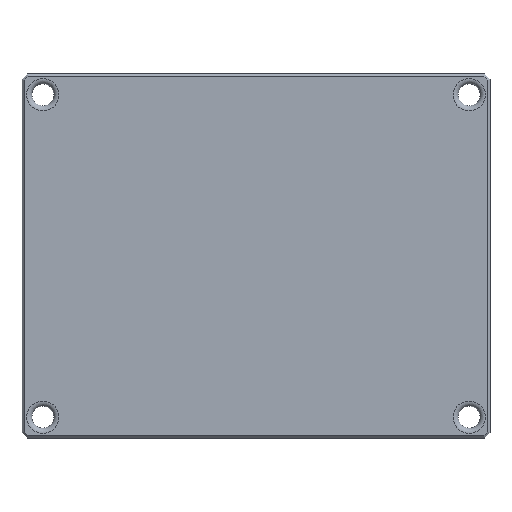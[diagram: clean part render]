
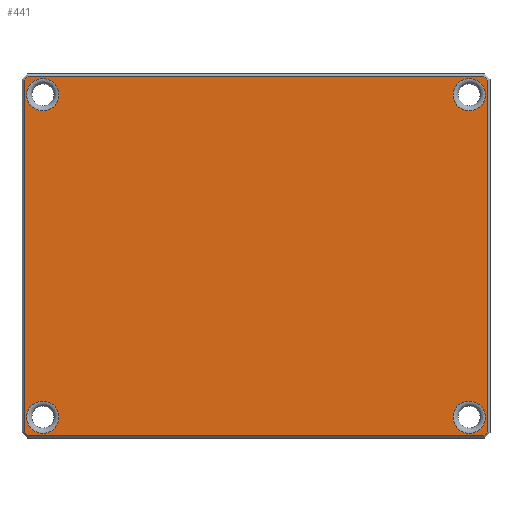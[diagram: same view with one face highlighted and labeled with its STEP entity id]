
A CAD part, top view. The second image highlights one B-rep face of the part: STEP entity #441.
In plain terms, the highlighted planar face has unit normal (0, 0, 1).
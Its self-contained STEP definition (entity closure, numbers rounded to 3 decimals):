
#23=FACE_BOUND('',#86,.T.);
#24=FACE_BOUND('',#87,.T.);
#25=FACE_BOUND('',#88,.T.);
#26=FACE_BOUND('',#89,.T.);
#31=CIRCLE('',#482,3.1);
#32=CIRCLE('',#483,3.1);
#33=CIRCLE('',#484,3.1);
#34=CIRCLE('',#485,3.1);
#59=FACE_OUTER_BOUND('',#85,.T.);
#85=EDGE_LOOP('',(#339,#340,#341,#342,#343,#344,#345,#346));
#86=EDGE_LOOP('',(#347));
#87=EDGE_LOOP('',(#348));
#88=EDGE_LOOP('',(#349));
#89=EDGE_LOOP('',(#350));
#107=LINE('',#645,#151);
#111=LINE('',#653,#155);
#114=LINE('',#659,#158);
#117=LINE('',#665,#161);
#120=LINE('',#671,#164);
#124=LINE('',#679,#168);
#127=LINE('',#685,#171);
#130=LINE('',#689,#174);
#151=VECTOR('',#515,10.);
#155=VECTOR('',#521,10.);
#158=VECTOR('',#526,10.);
#161=VECTOR('',#531,10.);
#164=VECTOR('',#536,10.);
#168=VECTOR('',#542,10.);
#171=VECTOR('',#547,10.);
#174=VECTOR('',#552,10.);
#195=VERTEX_POINT('',#643);
#196=VERTEX_POINT('',#644);
#199=VERTEX_POINT('',#652);
#201=VERTEX_POINT('',#658);
#203=VERTEX_POINT('',#664);
#205=VERTEX_POINT('',#670);
#208=VERTEX_POINT('',#678);
#210=VERTEX_POINT('',#684);
#216=VERTEX_POINT('',#709);
#217=VERTEX_POINT('',#711);
#218=VERTEX_POINT('',#713);
#219=VERTEX_POINT('',#715);
#231=EDGE_CURVE('',#195,#196,#107,.T.);
#235=EDGE_CURVE('',#196,#199,#111,.T.);
#238=EDGE_CURVE('',#199,#201,#114,.T.);
#241=EDGE_CURVE('',#201,#203,#117,.T.);
#244=EDGE_CURVE('',#203,#205,#120,.T.);
#248=EDGE_CURVE('',#205,#208,#124,.T.);
#251=EDGE_CURVE('',#208,#210,#127,.T.);
#254=EDGE_CURVE('',#210,#195,#130,.T.);
#264=EDGE_CURVE('',#216,#216,#31,.T.);
#265=EDGE_CURVE('',#217,#217,#32,.T.);
#266=EDGE_CURVE('',#218,#218,#33,.T.);
#267=EDGE_CURVE('',#219,#219,#34,.T.);
#339=ORIENTED_EDGE('',*,*,#231,.F.);
#340=ORIENTED_EDGE('',*,*,#254,.F.);
#341=ORIENTED_EDGE('',*,*,#251,.F.);
#342=ORIENTED_EDGE('',*,*,#248,.F.);
#343=ORIENTED_EDGE('',*,*,#244,.F.);
#344=ORIENTED_EDGE('',*,*,#241,.F.);
#345=ORIENTED_EDGE('',*,*,#238,.F.);
#346=ORIENTED_EDGE('',*,*,#235,.F.);
#347=ORIENTED_EDGE('',*,*,#264,.F.);
#348=ORIENTED_EDGE('',*,*,#265,.F.);
#349=ORIENTED_EDGE('',*,*,#266,.F.);
#350=ORIENTED_EDGE('',*,*,#267,.F.);
#423=PLANE('',#481);
#441=ADVANCED_FACE('',(#59,#23,#24,#25,#26),#423,.T.);
#481=AXIS2_PLACEMENT_3D('',#708,#570,#571);
#482=AXIS2_PLACEMENT_3D('',#710,#572,#573);
#483=AXIS2_PLACEMENT_3D('',#712,#574,#575);
#484=AXIS2_PLACEMENT_3D('',#714,#576,#577);
#485=AXIS2_PLACEMENT_3D('',#716,#578,#579);
#515=DIRECTION('',(0.,1.,0.));
#521=DIRECTION('',(0.707,0.707,0.));
#526=DIRECTION('',(1.,0.,0.));
#531=DIRECTION('',(0.707,-0.707,0.));
#536=DIRECTION('',(0.,-1.,0.));
#542=DIRECTION('',(-0.707,-0.707,0.));
#547=DIRECTION('',(-1.,0.,0.));
#552=DIRECTION('',(-0.707,0.707,0.));
#570=DIRECTION('center_axis',(0.,0.,1.));
#571=DIRECTION('ref_axis',(-1.,0.,0.));
#572=DIRECTION('center_axis',(0.,0.,1.));
#573=DIRECTION('ref_axis',(-1.,0.,0.));
#574=DIRECTION('center_axis',(0.,0.,1.));
#575=DIRECTION('ref_axis',(-1.,0.,0.));
#576=DIRECTION('center_axis',(0.,0.,1.));
#577=DIRECTION('ref_axis',(-1.,0.,0.));
#578=DIRECTION('center_axis',(0.,0.,1.));
#579=DIRECTION('ref_axis',(-1.,0.,0.));
#643=CARTESIAN_POINT('',(-47.6,-34.834,40.));
#644=CARTESIAN_POINT('',(-47.6,32.834,40.));
#645=CARTESIAN_POINT('',(-47.6,16.,40.));
#652=CARTESIAN_POINT('',(-46.834,33.6,40.));
#653=CARTESIAN_POINT('',(-44.467,35.967,40.));
#658=CARTESIAN_POINT('',(40.834,33.6,40.));
#659=CARTESIAN_POINT('',(19.,33.6,40.));
#664=CARTESIAN_POINT('',(41.6,32.834,40.));
#665=CARTESIAN_POINT('',(38.967,35.467,40.));
#670=CARTESIAN_POINT('',(41.6,-34.834,40.));
#671=CARTESIAN_POINT('',(41.6,-18.,40.));
#678=CARTESIAN_POINT('',(40.834,-35.6,40.));
#679=CARTESIAN_POINT('',(38.467,-37.967,40.));
#684=CARTESIAN_POINT('',(-46.834,-35.6,40.));
#685=CARTESIAN_POINT('',(-25.,-35.6,40.));
#689=CARTESIAN_POINT('',(-44.967,-37.467,40.));
#708=CARTESIAN_POINT('Origin',(-3.,-1.,40.));
#709=CARTESIAN_POINT('',(-40.9,30.,40.));
#710=CARTESIAN_POINT('Origin',(-44.,30.,40.));
#711=CARTESIAN_POINT('',(41.1,-32.,40.));
#712=CARTESIAN_POINT('Origin',(38.,-32.,40.));
#713=CARTESIAN_POINT('',(41.1,30.,40.));
#714=CARTESIAN_POINT('Origin',(38.,30.,40.));
#715=CARTESIAN_POINT('',(-40.9,-32.,40.));
#716=CARTESIAN_POINT('Origin',(-44.,-32.,40.));
